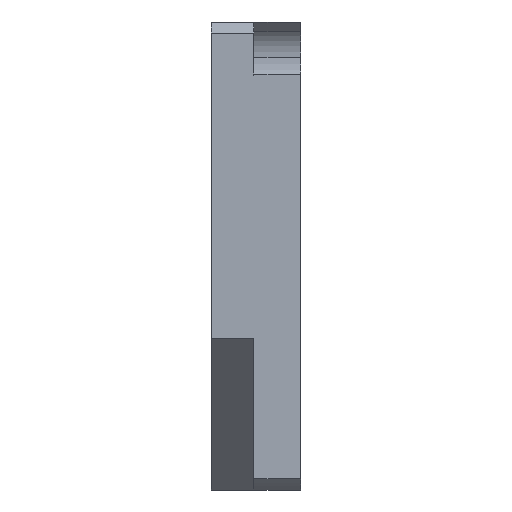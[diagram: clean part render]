
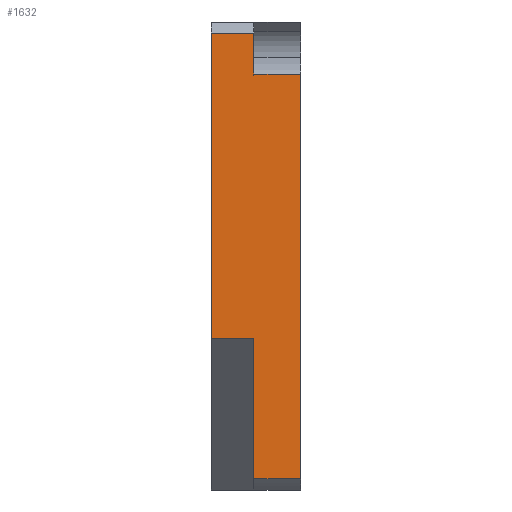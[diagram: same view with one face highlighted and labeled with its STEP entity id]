
A CAD part, left-side view. The second image highlights one B-rep face of the part: STEP entity #1632.
In plain terms, the highlighted planar face has unit normal (-1, 0, 0).
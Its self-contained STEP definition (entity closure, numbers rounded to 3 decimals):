
#1 = DIRECTION ( 'NONE',  ( 0., 0., 1. ) ) ;
#3 = ORIENTED_EDGE ( 'NONE', *, *, #1534, .T. ) ;
#25 = CARTESIAN_POINT ( 'NONE',  ( -52.5, 0., 50. ) ) ;
#57 = VERTEX_POINT ( 'NONE', #739 ) ;
#66 = ORIENTED_EDGE ( 'NONE', *, *, #875, .T. ) ;
#136 = EDGE_CURVE ( 'NONE', #909, #656, #222, .T. ) ;
#177 = ORIENTED_EDGE ( 'NONE', *, *, #1338, .T. ) ;
#219 = DIRECTION ( 'NONE',  ( 0., -1., 0. ) ) ;
#220 = DIRECTION ( 'NONE',  ( 0., -1., 0. ) ) ;
#222 = LINE ( 'NONE', #1246, #1283 ) ;
#246 = FACE_OUTER_BOUND ( 'NONE', #352, .T. ) ;
#327 = ORIENTED_EDGE ( 'NONE', *, *, #588, .T. ) ;
#334 = CARTESIAN_POINT ( 'NONE',  ( -52.5, 10., 52.5 ) ) ;
#335 = CARTESIAN_POINT ( 'NONE',  ( -52.5, 0.5, -18.5 ) ) ;
#341 = LINE ( 'NONE', #1363, #1392 ) ;
#352 = EDGE_LOOP ( 'NONE', ( #327, #177, #1577, #66, #618, #3, #670, #833 ) ) ;
#359 = DIRECTION ( 'NONE',  ( 0., 0., 1. ) ) ;
#370 = PLANE ( 'NONE',  #402 ) ;
#402 = AXIS2_PLACEMENT_3D ( 'NONE', #650, #610, #1161 ) ;
#442 = VERTEX_POINT ( 'NONE', #1200 ) ;
#457 = VECTOR ( 'NONE', #903, 1000. ) ;
#492 = CARTESIAN_POINT ( 'NONE',  ( -52.5, 5., -18.5 ) ) ;
#500 = EDGE_CURVE ( 'NONE', #873, #725, #823, .T. ) ;
#588 = EDGE_CURVE ( 'NONE', #442, #955, #662, .T. ) ;
#604 = LINE ( 'NONE', #492, #719 ) ;
#610 = DIRECTION ( 'NONE',  ( -1., 0., 0. ) ) ;
#618 = ORIENTED_EDGE ( 'NONE', *, *, #500, .T. ) ;
#650 = CARTESIAN_POINT ( 'NONE',  ( -52.5, 0., 52.5 ) ) ;
#656 = VERTEX_POINT ( 'NONE', #1267 ) ;
#662 = LINE ( 'NONE', #1383, #1333 ) ;
#670 = ORIENTED_EDGE ( 'NONE', *, *, #136, .T. ) ;
#719 = VECTOR ( 'NONE', #220, 1000. ) ;
#725 = VERTEX_POINT ( 'NONE', #1585 ) ;
#736 = LINE ( 'NONE', #1138, #457 ) ;
#739 = CARTESIAN_POINT ( 'NONE',  ( -52.5, 10., 50. ) ) ;
#758 = CARTESIAN_POINT ( 'NONE',  ( -52.5, 0.5, 50. ) ) ;
#823 = LINE ( 'NONE', #844, #1203 ) ;
#833 = ORIENTED_EDGE ( 'NONE', *, *, #1542, .T. ) ;
#844 = CARTESIAN_POINT ( 'NONE',  ( -52.5, 0.5, 6.01 ) ) ;
#850 = DIRECTION ( 'NONE',  ( 0., 0., -1. ) ) ;
#873 = VERTEX_POINT ( 'NONE', #335 ) ;
#875 = EDGE_CURVE ( 'NONE', #1459, #873, #604, .T. ) ;
#903 = DIRECTION ( 'NONE',  ( 0., 1., 0. ) ) ;
#909 = VERTEX_POINT ( 'NONE', #1221 ) ;
#937 = VECTOR ( 'NONE', #1576, 1000. ) ;
#955 = VERTEX_POINT ( 'NONE', #758 ) ;
#1042 = VECTOR ( 'NONE', #850, 1000. ) ;
#1071 = LINE ( 'NONE', #25, #937 ) ;
#1138 = CARTESIAN_POINT ( 'NONE',  ( -52.5, -5., 40.833 ) ) ;
#1161 = DIRECTION ( 'NONE',  ( 0., 0., 1. ) ) ;
#1200 = CARTESIAN_POINT ( 'NONE',  ( -52.5, 0.5, 40.833 ) ) ;
#1203 = VECTOR ( 'NONE', #1217, 1000. ) ;
#1217 = DIRECTION ( 'NONE',  ( 0., 0., -1. ) ) ;
#1220 = CARTESIAN_POINT ( 'NONE',  ( -52.5, 10., -18.5 ) ) ;
#1221 = CARTESIAN_POINT ( 'NONE',  ( -52.5, -10., -50. ) ) ;
#1246 = CARTESIAN_POINT ( 'NONE',  ( -52.5, -10., 52.5 ) ) ;
#1267 = CARTESIAN_POINT ( 'NONE',  ( -52.5, -10., 40.833 ) ) ;
#1283 = VECTOR ( 'NONE', #359, 1000. ) ;
#1333 = VECTOR ( 'NONE', #1, 1000. ) ;
#1338 = EDGE_CURVE ( 'NONE', #955, #57, #1071, .T. ) ;
#1363 = CARTESIAN_POINT ( 'NONE',  ( -52.5, 0., -50. ) ) ;
#1383 = CARTESIAN_POINT ( 'NONE',  ( -52.5, 0.5, 48.5 ) ) ;
#1392 = VECTOR ( 'NONE', #219, 1000. ) ;
#1459 = VERTEX_POINT ( 'NONE', #1220 ) ;
#1482 = LINE ( 'NONE', #334, #1042 ) ;
#1513 = EDGE_CURVE ( 'NONE', #57, #1459, #1482, .T. ) ;
#1534 = EDGE_CURVE ( 'NONE', #725, #909, #341, .T. ) ;
#1542 = EDGE_CURVE ( 'NONE', #656, #442, #736, .T. ) ;
#1576 = DIRECTION ( 'NONE',  ( 0., 1., 0. ) ) ;
#1577 = ORIENTED_EDGE ( 'NONE', *, *, #1513, .T. ) ;
#1585 = CARTESIAN_POINT ( 'NONE',  ( -52.5, 0.5, -50. ) ) ;
#1632 = ADVANCED_FACE ( 'NONE', ( #246 ), #370, .T. ) ;
